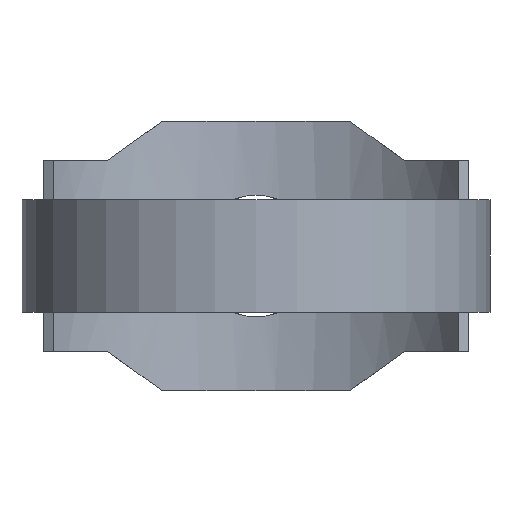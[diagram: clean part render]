
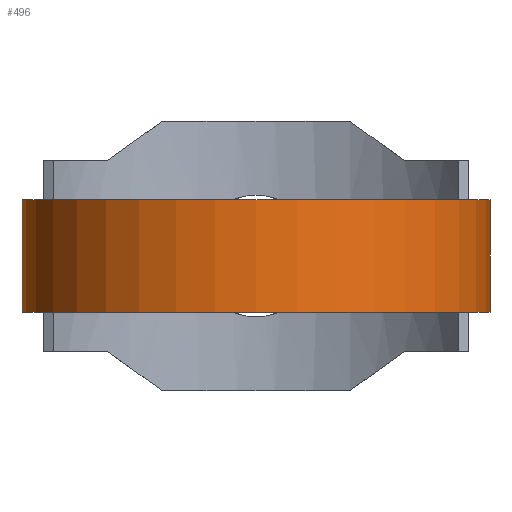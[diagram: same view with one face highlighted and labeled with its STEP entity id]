
A CAD part, front view. The second image highlights one B-rep face of the part: STEP entity #496.
In plain terms, the highlighted cylindrical face has radius 125 mm (diameter 250 mm), a partial arc.
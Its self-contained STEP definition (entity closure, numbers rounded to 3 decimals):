
#212 = VERTEX_POINT( '', #578 );
#224 = EDGE_CURVE( '', #212, #298, #590, .T. );
#260 = VERTEX_POINT( '', #630 );
#282 = EDGE_CURVE( '', #260, #212, #656, .T. );
#288 = EDGE_CURVE( '', #260, #426, #662, .T. );
#298 = VERTEX_POINT( '', #673 );
#426 = VERTEX_POINT( '', #814 );
#496 = ADVANCED_FACE( '', ( #890 ), #891, .T. );
#540 = EDGE_CURVE( '', #298, #426, #938, .T. );
#578 = CARTESIAN_POINT( '', ( -125., 0., 30. ) );
#590 = CIRCLE( '', #1037, 125. );
#630 = CARTESIAN_POINT( '', ( -125., 0., -30. ) );
#656 = LINE( '', #1172, #1173 );
#662 = CIRCLE( '', #1182, 125. );
#673 = CARTESIAN_POINT( '', ( 125., 0., 30. ) );
#814 = CARTESIAN_POINT( '', ( 125., 0., -30. ) );
#890 = FACE_OUTER_BOUND( '', #1619, .T. );
#891 = CYLINDRICAL_SURFACE( '', #1620, 125. );
#938 = LINE( '', #1813, #1814 );
#1037 = AXIS2_PLACEMENT_3D( '', #1838, #1839, #1840 );
#1172 = CARTESIAN_POINT( '', ( -125., 0., 30. ) );
#1173 = VECTOR( '', #1936, 1. );
#1182 = AXIS2_PLACEMENT_3D( '', #1938, #1939, #1940 );
#1619 = EDGE_LOOP( '', ( #2223, #2224, #2225, #2226 ) );
#1620 = AXIS2_PLACEMENT_3D( '', #2227, #2228, #2229 );
#1813 = CARTESIAN_POINT( '', ( 125., 0., 30. ) );
#1814 = VECTOR( '', #2280, 1. );
#1838 = CARTESIAN_POINT( '', ( 0., 0., 30. ) );
#1839 = DIRECTION( '', ( 0., 0., 1. ) );
#1840 = DIRECTION( '', ( 1., 0., 0. ) );
#1936 = DIRECTION( '', ( 0., 0., 1. ) );
#1938 = CARTESIAN_POINT( '', ( 0., 0., -30. ) );
#1939 = DIRECTION( '', ( 0., 0., 1. ) );
#1940 = DIRECTION( '', ( 1., 0., 0. ) );
#2223 = ORIENTED_EDGE( '', *, *, #540, .F. );
#2224 = ORIENTED_EDGE( '', *, *, #224, .F. );
#2225 = ORIENTED_EDGE( '', *, *, #282, .F. );
#2226 = ORIENTED_EDGE( '', *, *, #288, .T. );
#2227 = CARTESIAN_POINT( '', ( 0., 0., 30. ) );
#2228 = DIRECTION( '', ( 0., 0., 1. ) );
#2229 = DIRECTION( '', ( 1., 0., 0. ) );
#2280 = DIRECTION( '', ( 0., 0., -1. ) );
